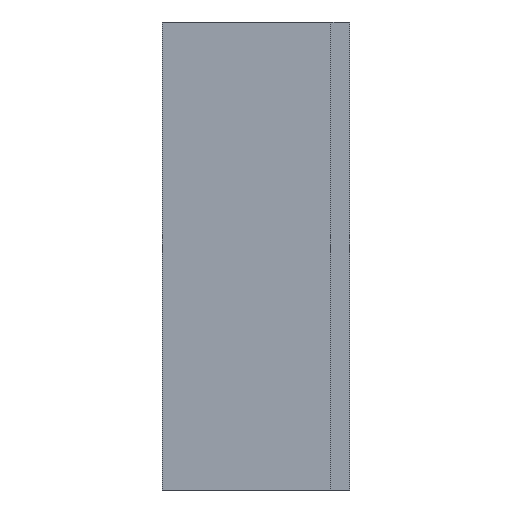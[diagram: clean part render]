
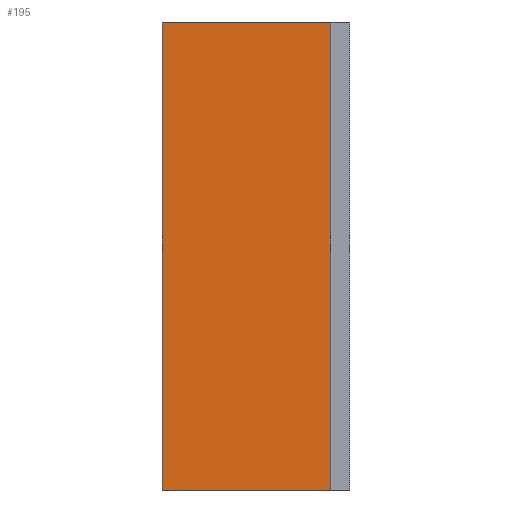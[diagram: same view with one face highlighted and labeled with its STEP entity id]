
A CAD part, left-side view. The second image highlights one B-rep face of the part: STEP entity #195.
In plain terms, the highlighted planar face has unit normal (-1, 0, 0).
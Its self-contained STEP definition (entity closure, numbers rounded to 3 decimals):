
#3 = CARTESIAN_POINT ( 'NONE',  ( -2., 2., 25. ) ) ;
#8 = FACE_OUTER_BOUND ( 'NONE', #93, .T. ) ;
#18 = CARTESIAN_POINT ( 'NONE',  ( -2., 20., -25. ) ) ;
#24 = CARTESIAN_POINT ( 'NONE',  ( -2., 2., -25. ) ) ;
#28 = ORIENTED_EDGE ( 'NONE', *, *, #61, .F. ) ;
#29 = CARTESIAN_POINT ( 'NONE',  ( -2., 20., 25. ) ) ;
#35 = VERTEX_POINT ( 'NONE', #86 ) ;
#37 = ORIENTED_EDGE ( 'NONE', *, *, #173, .T. ) ;
#46 = CARTESIAN_POINT ( 'NONE',  ( -2., 2., 25. ) ) ;
#48 = LINE ( 'NONE', #46, #208 ) ;
#52 = LINE ( 'NONE', #29, #166 ) ;
#56 = VERTEX_POINT ( 'NONE', #145 ) ;
#61 = EDGE_CURVE ( 'NONE', #85, #35, #143, .T. ) ;
#75 = DIRECTION ( 'NONE',  ( 0., 0., -1. ) ) ;
#84 = VERTEX_POINT ( 'NONE', #18 ) ;
#85 = VERTEX_POINT ( 'NONE', #3 ) ;
#86 = CARTESIAN_POINT ( 'NONE',  ( -2., 2., -25. ) ) ;
#90 = DIRECTION ( 'NONE',  ( 0., -1., 0. ) ) ;
#93 = EDGE_LOOP ( 'NONE', ( #258, #28, #101, #37 ) ) ;
#101 = ORIENTED_EDGE ( 'NONE', *, *, #168, .F. ) ;
#117 = DIRECTION ( 'NONE',  ( 0., 0., -1. ) ) ;
#130 = PLANE ( 'NONE',  #247 ) ;
#143 = LINE ( 'NONE', #190, #183 ) ;
#145 = CARTESIAN_POINT ( 'NONE',  ( -2., 20., 25. ) ) ;
#166 = VECTOR ( 'NONE', #117, 1000. ) ;
#168 = EDGE_CURVE ( 'NONE', #56, #85, #48, .T. ) ;
#173 = EDGE_CURVE ( 'NONE', #56, #84, #52, .T. ) ;
#183 = VECTOR ( 'NONE', #252, 1000. ) ;
#190 = CARTESIAN_POINT ( 'NONE',  ( -2., 2., 25. ) ) ;
#194 = DIRECTION ( 'NONE',  ( 0., -1., 0. ) ) ;
#195 = ADVANCED_FACE ( 'NONE', ( #8 ), #130, .F. ) ;
#206 = EDGE_CURVE ( 'NONE', #84, #35, #213, .T. ) ;
#208 = VECTOR ( 'NONE', #90, 1000. ) ;
#213 = LINE ( 'NONE', #24, #224 ) ;
#214 = DIRECTION ( 'NONE',  ( 1., 0., 0. ) ) ;
#224 = VECTOR ( 'NONE', #194, 1000. ) ;
#247 = AXIS2_PLACEMENT_3D ( 'NONE', #260, #214, #75 ) ;
#252 = DIRECTION ( 'NONE',  ( 0., 0., -1. ) ) ;
#258 = ORIENTED_EDGE ( 'NONE', *, *, #206, .T. ) ;
#260 = CARTESIAN_POINT ( 'NONE',  ( -2., 2., 25. ) ) ;
